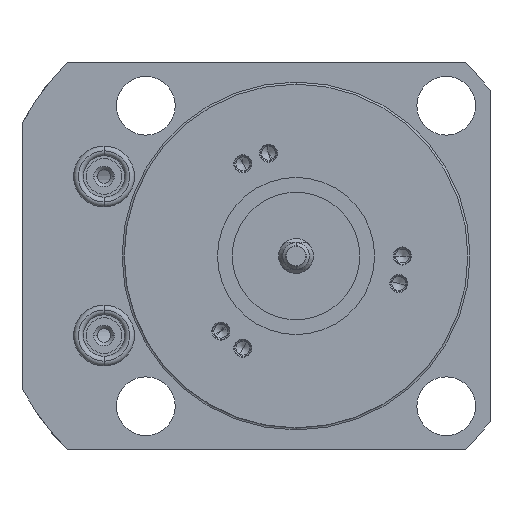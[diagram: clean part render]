
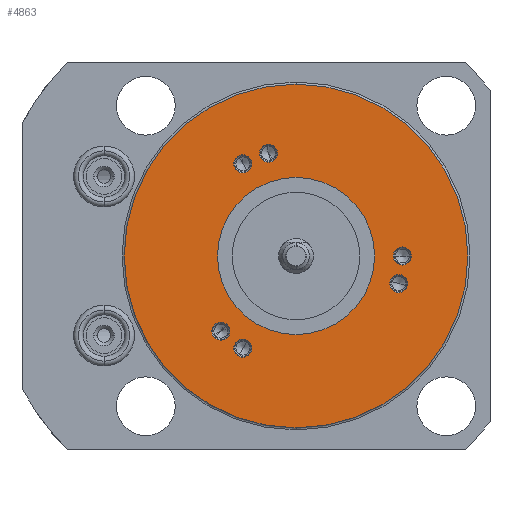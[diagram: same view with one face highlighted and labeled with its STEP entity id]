
A CAD part, front view. The second image highlights one B-rep face of the part: STEP entity #4863.
In plain terms, the highlighted planar face has unit normal (0, -1, 0).
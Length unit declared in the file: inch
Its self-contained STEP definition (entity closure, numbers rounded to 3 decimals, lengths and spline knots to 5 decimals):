
#1590=CARTESIAN_POINT('',(0.,0.,0.));
#1591=DIRECTION('',(0.,-1.,0.));
#1592=DIRECTION('',(0.,0.,1.));
#1593=AXIS2_PLACEMENT_3D('',#1590,#1591,#1592);
#1598=CARTESIAN_POINT('',(0.,0.,0.));
#1599=DIRECTION('',(0.,-1.,0.));
#1600=DIRECTION('',(0.,0.,-1.));
#1601=AXIS2_PLACEMENT_3D('',#1598,#1599,#1600);
#1622=CARTESIAN_POINT('',(0.765,0.,0.));
#1623=DIRECTION('',(0.,-1.,0.));
#1624=DIRECTION('',(-1.,0.,0.));
#1625=AXIS2_PLACEMENT_3D('',#1622,#1623,#1624);
#1630=CARTESIAN_POINT('',(0.765,0.,0.));
#1631=DIRECTION('',(0.,-1.,0.));
#1632=DIRECTION('',(1.,0.,0.));
#1633=AXIS2_PLACEMENT_3D('',#1630,#1631,#1632);
#1638=CARTESIAN_POINT('',(0.73893,0.,-0.198));
#1639=DIRECTION('',(0.,-1.,0.));
#1640=DIRECTION('',(-0.966,0.,0.259));
#1641=AXIS2_PLACEMENT_3D('',#1638,#1639,#1640);
#1646=CARTESIAN_POINT('',(0.73893,0.,-0.198));
#1647=DIRECTION('',(0.,-1.,0.));
#1648=DIRECTION('',(0.966,0.,-0.259));
#1649=AXIS2_PLACEMENT_3D('',#1646,#1647,#1648);
#1654=CARTESIAN_POINT('',(-0.3825,0.,-0.66251));
#1655=DIRECTION('',(0.,-1.,0.));
#1656=DIRECTION('',(0.5,0.,0.866));
#1657=AXIS2_PLACEMENT_3D('',#1654,#1655,#1656);
#1662=CARTESIAN_POINT('',(-0.3825,0.,-0.66251));
#1663=DIRECTION('',(0.,-1.,0.));
#1664=DIRECTION('',(-0.5,0.,-0.866));
#1665=AXIS2_PLACEMENT_3D('',#1662,#1663,#1664);
#1670=CARTESIAN_POINT('',(-0.54094,0.,-0.54094));
#1671=DIRECTION('',(0.,-1.,0.));
#1672=DIRECTION('',(0.707,0.,0.707));
#1673=AXIS2_PLACEMENT_3D('',#1670,#1671,#1672);
#1678=CARTESIAN_POINT('',(-0.54094,0.,-0.54094));
#1679=DIRECTION('',(0.,-1.,0.));
#1680=DIRECTION('',(-0.707,0.,-0.707));
#1681=AXIS2_PLACEMENT_3D('',#1678,#1679,#1680);
#1686=CARTESIAN_POINT('',(-0.3825,0.,0.66251));
#1687=DIRECTION('',(0.,-1.,0.));
#1688=DIRECTION('',(0.5,0.,-0.866));
#1689=AXIS2_PLACEMENT_3D('',#1686,#1687,#1688);
#1694=CARTESIAN_POINT('',(-0.3825,0.,0.66251));
#1695=DIRECTION('',(0.,-1.,0.));
#1696=DIRECTION('',(-0.5,0.,0.866));
#1697=AXIS2_PLACEMENT_3D('',#1694,#1695,#1696);
#1702=CARTESIAN_POINT('',(-0.198,0.,0.73893));
#1703=DIRECTION('',(0.,-1.,0.));
#1704=DIRECTION('',(0.259,0.,-0.966));
#1705=AXIS2_PLACEMENT_3D('',#1702,#1703,#1704);
#1710=CARTESIAN_POINT('',(-0.198,0.,0.73893));
#1711=DIRECTION('',(0.,-1.,0.));
#1712=DIRECTION('',(-0.259,0.,0.966));
#1713=AXIS2_PLACEMENT_3D('',#1710,#1711,#1712);
#1734=CARTESIAN_POINT('',(0.,0.,0.));
#1735=DIRECTION('',(0.,1.,0.));
#1736=DIRECTION('',(0.,0.,1.));
#1737=AXIS2_PLACEMENT_3D('',#1734,#1735,#1736);
#1742=CARTESIAN_POINT('',(0.,0.,0.));
#1743=DIRECTION('',(0.,1.,0.));
#1744=DIRECTION('',(0.,0.,-1.));
#1745=AXIS2_PLACEMENT_3D('',#1742,#1743,#1744);
#3170=CARTESIAN_POINT('',(0.,0.,1.236));
#3171=CARTESIAN_POINT('',(0.,0.,-1.236));
#3172=VERTEX_POINT('',#3170);
#3173=VERTEX_POINT('',#3171);
#3529=CARTESIAN_POINT('',(0.7,0.,0.));
#3530=CARTESIAN_POINT('',(0.83,0.,0.));
#3531=VERTEX_POINT('',#3529);
#3532=VERTEX_POINT('',#3530);
#3543=CARTESIAN_POINT('',(0.67615,0.,-0.18117));
#3544=VERTEX_POINT('',#3543);
#3545=CARTESIAN_POINT('',(0.80172,0.,-0.21482));
#3546=VERTEX_POINT('',#3545);
#3557=CARTESIAN_POINT('',(-0.35,0.,-0.60622));
#3558=VERTEX_POINT('',#3557);
#3559=CARTESIAN_POINT('',(-0.415,0.,-0.7188));
#3560=VERTEX_POINT('',#3559);
#3571=CARTESIAN_POINT('',(-0.49497,0.,-0.49497));
#3572=VERTEX_POINT('',#3571);
#3573=CARTESIAN_POINT('',(-0.5869,0.,-0.5869));
#3574=VERTEX_POINT('',#3573);
#3585=CARTESIAN_POINT('',(-0.35,0.,0.60622));
#3586=VERTEX_POINT('',#3585);
#3587=CARTESIAN_POINT('',(-0.415,0.,0.7188));
#3588=VERTEX_POINT('',#3587);
#3599=CARTESIAN_POINT('',(-0.18117,0.,0.67615));
#3600=VERTEX_POINT('',#3599);
#3601=CARTESIAN_POINT('',(-0.21482,0.,0.80172));
#3602=VERTEX_POINT('',#3601);
#3615=CARTESIAN_POINT('',(0.,0.,0.565));
#3616=CARTESIAN_POINT('',(0.,0.,-0.565));
#3617=VERTEX_POINT('',#3615);
#3618=VERTEX_POINT('',#3616);
#4812=CARTESIAN_POINT('',(0.,0.,0.));
#4813=DIRECTION('',(0.,1.,0.));
#4814=DIRECTION('',(0.,0.,1.));
#4815=AXIS2_PLACEMENT_3D('',#4812,#4813,#4814);
#4816=PLANE('',#4815);
#4817=ORIENTED_EDGE('',*,*,#4792,.F.);
#4818=ORIENTED_EDGE('',*,*,#4806,.F.);
#4819=EDGE_LOOP('',(#4817,#4818));
#4820=FACE_OUTER_BOUND('',#4819,.F.);
#4822=ORIENTED_EDGE('',*,*,#4821,.T.);
#4824=ORIENTED_EDGE('',*,*,#4823,.T.);
#4825=EDGE_LOOP('',(#4822,#4824));
#4826=FACE_BOUND('',#4825,.F.);
#4828=ORIENTED_EDGE('',*,*,#4827,.T.);
#4830=ORIENTED_EDGE('',*,*,#4829,.T.);
#4831=EDGE_LOOP('',(#4828,#4830));
#4832=FACE_BOUND('',#4831,.F.);
#4834=ORIENTED_EDGE('',*,*,#4833,.T.);
#4836=ORIENTED_EDGE('',*,*,#4835,.T.);
#4837=EDGE_LOOP('',(#4834,#4836));
#4838=FACE_BOUND('',#4837,.F.);
#4840=ORIENTED_EDGE('',*,*,#4839,.T.);
#4842=ORIENTED_EDGE('',*,*,#4841,.T.);
#4843=EDGE_LOOP('',(#4840,#4842));
#4844=FACE_BOUND('',#4843,.F.);
#4846=ORIENTED_EDGE('',*,*,#4845,.T.);
#4848=ORIENTED_EDGE('',*,*,#4847,.T.);
#4849=EDGE_LOOP('',(#4846,#4848));
#4850=FACE_BOUND('',#4849,.F.);
#4852=ORIENTED_EDGE('',*,*,#4851,.T.);
#4854=ORIENTED_EDGE('',*,*,#4853,.T.);
#4855=EDGE_LOOP('',(#4852,#4854));
#4856=FACE_BOUND('',#4855,.F.);
#4858=ORIENTED_EDGE('',*,*,#4857,.F.);
#4860=ORIENTED_EDGE('',*,*,#4859,.F.);
#4861=EDGE_LOOP('',(#4858,#4860));
#4862=FACE_BOUND('',#4861,.F.);
#1594=CIRCLE('',#1593,1.236);
#1602=CIRCLE('',#1601,1.236);
#1626=CIRCLE('',#1625,0.065);
#1634=CIRCLE('',#1633,0.065);
#1642=CIRCLE('',#1641,0.065);
#1650=CIRCLE('',#1649,0.065);
#1658=CIRCLE('',#1657,0.065);
#1666=CIRCLE('',#1665,0.065);
#1674=CIRCLE('',#1673,0.065);
#1682=CIRCLE('',#1681,0.065);
#1690=CIRCLE('',#1689,0.065);
#1698=CIRCLE('',#1697,0.065);
#1706=CIRCLE('',#1705,0.065);
#1714=CIRCLE('',#1713,0.065);
#1738=CIRCLE('',#1737,0.565);
#1746=CIRCLE('',#1745,0.565);
#4792=EDGE_CURVE('',#3172,#3173,#1594,.T.);
#4806=EDGE_CURVE('',#3173,#3172,#1602,.T.);
#4821=EDGE_CURVE('',#3531,#3532,#1626,.T.);
#4823=EDGE_CURVE('',#3532,#3531,#1634,.T.);
#4827=EDGE_CURVE('',#3544,#3546,#1642,.T.);
#4829=EDGE_CURVE('',#3546,#3544,#1650,.T.);
#4833=EDGE_CURVE('',#3558,#3560,#1658,.T.);
#4835=EDGE_CURVE('',#3560,#3558,#1666,.T.);
#4839=EDGE_CURVE('',#3572,#3574,#1674,.T.);
#4841=EDGE_CURVE('',#3574,#3572,#1682,.T.);
#4845=EDGE_CURVE('',#3586,#3588,#1690,.T.);
#4847=EDGE_CURVE('',#3588,#3586,#1698,.T.);
#4851=EDGE_CURVE('',#3600,#3602,#1706,.T.);
#4853=EDGE_CURVE('',#3602,#3600,#1714,.T.);
#4857=EDGE_CURVE('',#3617,#3618,#1738,.T.);
#4859=EDGE_CURVE('',#3618,#3617,#1746,.T.);
#4863=ADVANCED_FACE('',(#4820,#4826,#4832,#4838,#4844,#4850,#4856,#4862),#4816,
.F.);
